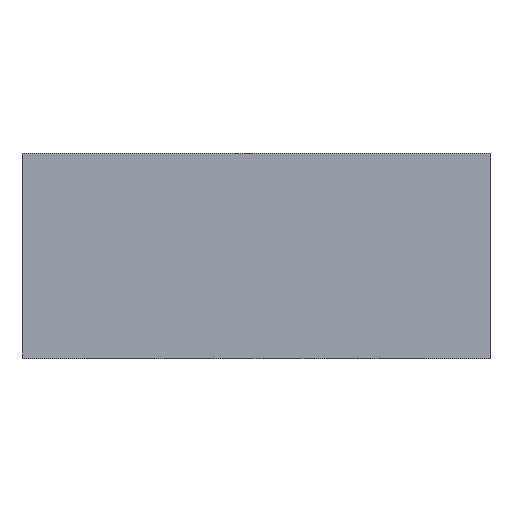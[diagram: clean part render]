
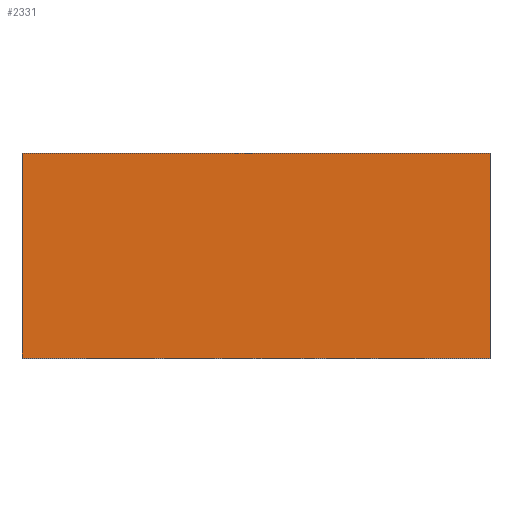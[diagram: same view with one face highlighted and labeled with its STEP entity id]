
A CAD part, top view. The second image highlights one B-rep face of the part: STEP entity #2331.
In plain terms, the highlighted planar face has unit normal (0, 0, 1).
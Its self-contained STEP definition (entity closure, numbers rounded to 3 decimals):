
#257=ORIENTED_EDGE('',*,*,#709,.T.);
#258=ORIENTED_EDGE('',*,*,#699,.F.);
#259=ORIENTED_EDGE('',*,*,#685,.F.);
#260=ORIENTED_EDGE('',*,*,#708,.T.);
#685=EDGE_CURVE('',#920,#921,#1067,.T.);
#699=EDGE_CURVE('',#921,#932,#1081,.T.);
#708=EDGE_CURVE('',#920,#937,#1090,.T.);
#709=EDGE_CURVE('',#937,#932,#1091,.T.);
#920=VERTEX_POINT('',#3209);
#921=VERTEX_POINT('',#3211);
#932=VERTEX_POINT('',#3236);
#937=VERTEX_POINT('',#3253);
#1067=LINE('',#3210,#1222);
#1081=LINE('',#3239,#1236);
#1090=LINE('',#3254,#1245);
#1091=LINE('',#3256,#1246);
#1222=VECTOR('',#2617,1000.);
#1236=VECTOR('',#2635,1000.);
#1245=VECTOR('',#2648,1000.);
#1246=VECTOR('',#2651,1000.);
#1346=EDGE_LOOP('',(#257,#258,#259,#260));
#1461=FACE_BOUND('',#1346,.T.);
#1558=PLANE('',#2447);
#2331=ADVANCED_FACE('',(#1461),#1558,.F.);
#2447=AXIS2_PLACEMENT_3D('',#3255,#2649,#2650);
#2617=DIRECTION('',(-1.,0.,0.));
#2635=DIRECTION('',(0.,1.,0.));
#2648=DIRECTION('',(0.,1.,0.));
#2649=DIRECTION('',(0.,0.,-1.));
#2650=DIRECTION('',(-1.,0.,0.));
#2651=DIRECTION('',(-1.,0.,0.));
#3209=CARTESIAN_POINT('',(16.,-7.,14.));
#3210=CARTESIAN_POINT('',(16.,-7.,14.));
#3211=CARTESIAN_POINT('',(-16.,-7.,14.));
#3236=CARTESIAN_POINT('',(-16.,7.,14.));
#3239=CARTESIAN_POINT('',(-16.,-7.,14.));
#3253=CARTESIAN_POINT('',(16.,7.,14.));
#3254=CARTESIAN_POINT('',(16.,-7.,14.));
#3255=CARTESIAN_POINT('',(16.,-7.,14.));
#3256=CARTESIAN_POINT('',(16.,7.,14.));
